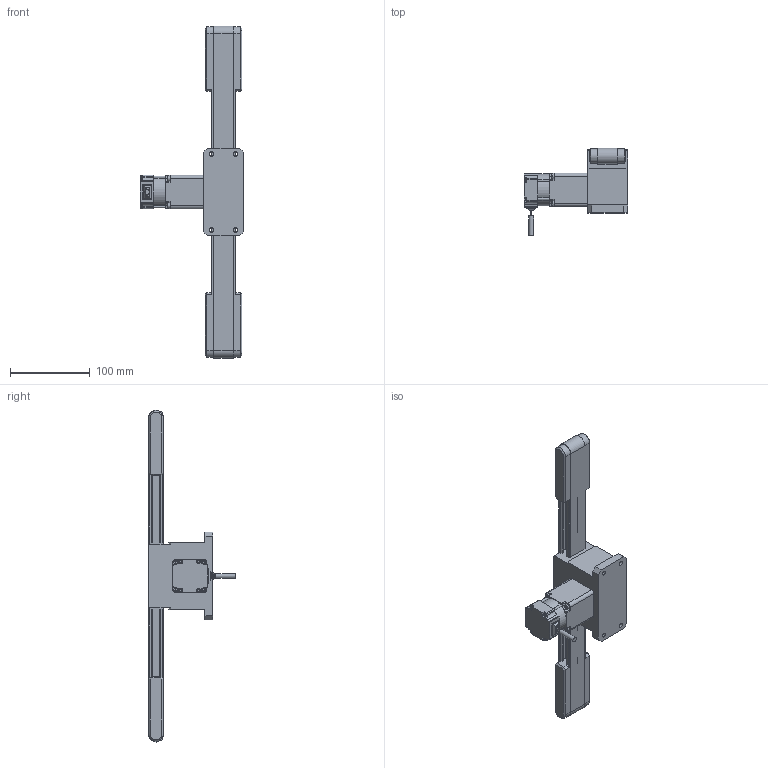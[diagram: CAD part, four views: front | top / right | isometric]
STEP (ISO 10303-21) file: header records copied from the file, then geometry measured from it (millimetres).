
FILE_DESCRIPTION(/* description */ (''),/* implementation_level */ '2;1');
FILE_NAME(/* name */ 'MFB-24VDC-BLH(regelbar)-Mittenantrieb.stp',/* time_stamp */ '2017-03-07T10:51:32+01:00',/* author */ ('Felix Kuttruff'),/* organization */ (''),/* preprocessor_version */ 'ST-DEVELOPER v16.1',/* originating_system */ 'Autodesk Inventor 2016',/* authorisation */ '');
FILE_SCHEMA (('AUTOMOTIVE_DESIGN { 1 0 10303 214 3 1 1 }'));
Length unit declared in the file: millimetre
Products named in the file (1): Mittenantrieb_Shrinkwrap_1
Bounding box: 129 x 109.3 x 415.02 mm (x, y, z)
Volume: 661040.4 mm3; surface area: 100218.1 mm2
Topology: 1 solids, 12 shells, 402 faces, 1029 edges, 674 vertices
Faces by surface type: plane 287, cylinder 103, cone 12
Full cylindrical faces by diameter (mm): 1 x5, 2.6 x4, 3.242 x4, 4.5 x4, 5.5 x4, 5.6 x4, 6 x1, 10 x4, 16 x1, 37.6 x1, 40 x1
Entity records: 12297 total; most frequent: CARTESIAN_POINT 2057, DIRECTION 2012, ORIENTED_EDGE 1968, EDGE_CURVE 984, LINE 762, VECTOR 762, VERTEX_POINT 670, AXIS2_PLACEMENT_3D 625
